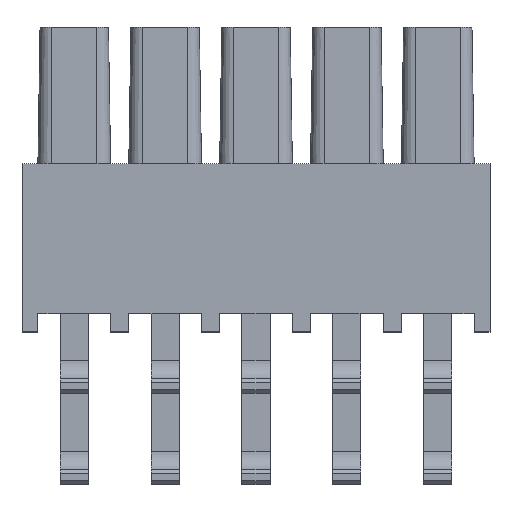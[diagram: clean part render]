
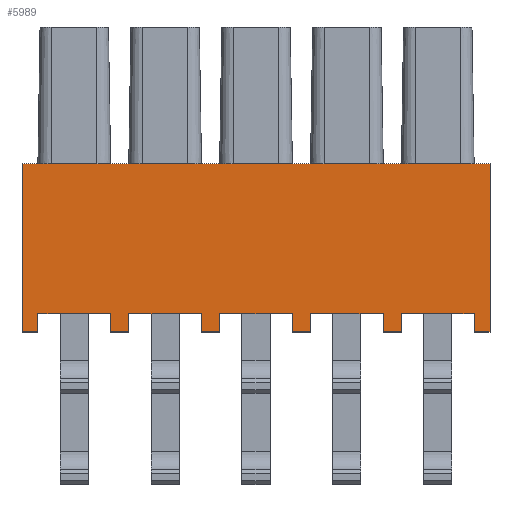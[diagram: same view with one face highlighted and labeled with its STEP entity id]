
A CAD part, top view. The second image highlights one B-rep face of the part: STEP entity #5989.
In plain terms, the highlighted planar face has unit normal (0, 0, 1).
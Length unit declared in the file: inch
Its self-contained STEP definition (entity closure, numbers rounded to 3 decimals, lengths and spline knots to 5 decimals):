
#588=ORIENTED_EDGE('',*,*,#2286,.F.);
#589=ORIENTED_EDGE('',*,*,#2287,.T.);
#590=ORIENTED_EDGE('',*,*,#2288,.F.);
#591=ORIENTED_EDGE('',*,*,#2216,.F.);
#592=ORIENTED_EDGE('',*,*,#2289,.T.);
#593=ORIENTED_EDGE('',*,*,#2290,.T.);
#594=ORIENTED_EDGE('',*,*,#2291,.F.);
#595=ORIENTED_EDGE('',*,*,#1886,.F.);
#596=ORIENTED_EDGE('',*,*,#2292,.F.);
#597=ORIENTED_EDGE('',*,*,#2293,.T.);
#598=ORIENTED_EDGE('',*,*,#2294,.F.);
#599=ORIENTED_EDGE('',*,*,#1914,.F.);
#600=ORIENTED_EDGE('',*,*,#2295,.F.);
#601=ORIENTED_EDGE('',*,*,#2296,.T.);
#602=ORIENTED_EDGE('',*,*,#2297,.F.);
#603=ORIENTED_EDGE('',*,*,#1942,.F.);
#604=ORIENTED_EDGE('',*,*,#2298,.F.);
#605=ORIENTED_EDGE('',*,*,#2299,.T.);
#606=ORIENTED_EDGE('',*,*,#2300,.F.);
#607=ORIENTED_EDGE('',*,*,#1970,.F.);
#608=ORIENTED_EDGE('',*,*,#2301,.F.);
#609=ORIENTED_EDGE('',*,*,#2302,.T.);
#610=ORIENTED_EDGE('',*,*,#2303,.F.);
#611=ORIENTED_EDGE('',*,*,#1998,.F.);
#1886=EDGE_CURVE('',#2768,#2769,#3356,.T.);
#1914=EDGE_CURVE('',#2796,#2797,#3384,.T.);
#1942=EDGE_CURVE('',#2824,#2825,#3412,.T.);
#1970=EDGE_CURVE('',#2852,#2853,#3440,.T.);
#1998=EDGE_CURVE('',#2880,#2881,#3468,.T.);
#2216=EDGE_CURVE('',#3038,#3039,#3676,.T.);
#2286=EDGE_CURVE('',#3102,#2880,#3736,.T.);
#2287=EDGE_CURVE('',#3102,#3103,#3737,.T.);
#2288=EDGE_CURVE('',#3039,#3103,#3738,.T.);
#2289=EDGE_CURVE('',#3038,#3104,#3739,.T.);
#2290=EDGE_CURVE('',#3104,#3105,#3740,.T.);
#2291=EDGE_CURVE('',#2769,#3105,#3741,.T.);
#2292=EDGE_CURVE('',#3106,#2768,#3742,.T.);
#2293=EDGE_CURVE('',#3106,#3107,#3743,.T.);
#2294=EDGE_CURVE('',#2797,#3107,#3744,.T.);
#2295=EDGE_CURVE('',#3108,#2796,#3745,.T.);
#2296=EDGE_CURVE('',#3108,#3109,#3746,.T.);
#2297=EDGE_CURVE('',#2825,#3109,#3747,.T.);
#2298=EDGE_CURVE('',#3110,#2824,#3748,.T.);
#2299=EDGE_CURVE('',#3110,#3111,#3749,.T.);
#2300=EDGE_CURVE('',#2853,#3111,#3750,.T.);
#2301=EDGE_CURVE('',#3112,#2852,#3751,.T.);
#2302=EDGE_CURVE('',#3112,#3113,#3752,.T.);
#2303=EDGE_CURVE('',#2881,#3113,#3753,.T.);
#2768=VERTEX_POINT('',#8227);
#2769=VERTEX_POINT('',#8229);
#2796=VERTEX_POINT('',#8284);
#2797=VERTEX_POINT('',#8286);
#2824=VERTEX_POINT('',#8341);
#2825=VERTEX_POINT('',#8343);
#2852=VERTEX_POINT('',#8398);
#2853=VERTEX_POINT('',#8400);
#2880=VERTEX_POINT('',#8455);
#2881=VERTEX_POINT('',#8457);
#3038=VERTEX_POINT('',#8862);
#3039=VERTEX_POINT('',#8864);
#3102=VERTEX_POINT('',#8999);
#3103=VERTEX_POINT('',#9001);
#3104=VERTEX_POINT('',#9004);
#3105=VERTEX_POINT('',#9006);
#3106=VERTEX_POINT('',#9009);
#3107=VERTEX_POINT('',#9011);
#3108=VERTEX_POINT('',#9014);
#3109=VERTEX_POINT('',#9016);
#3110=VERTEX_POINT('',#9019);
#3111=VERTEX_POINT('',#9021);
#3112=VERTEX_POINT('',#9024);
#3113=VERTEX_POINT('',#9026);
#3356=LINE('',#8228,#4178);
#3384=LINE('',#8285,#4206);
#3412=LINE('',#8342,#4234);
#3440=LINE('',#8399,#4262);
#3468=LINE('',#8456,#4290);
#3676=LINE('',#8863,#4498);
#3736=LINE('',#8998,#4558);
#3737=LINE('',#9000,#4559);
#3738=LINE('',#9002,#4560);
#3739=LINE('',#9003,#4561);
#3740=LINE('',#9005,#4562);
#3741=LINE('',#9007,#4563);
#3742=LINE('',#9008,#4564);
#3743=LINE('',#9010,#4565);
#3744=LINE('',#9012,#4566);
#3745=LINE('',#9013,#4567);
#3746=LINE('',#9015,#4568);
#3747=LINE('',#9017,#4569);
#3748=LINE('',#9018,#4570);
#3749=LINE('',#9020,#4571);
#3750=LINE('',#9022,#4572);
#3751=LINE('',#9023,#4573);
#3752=LINE('',#9025,#4574);
#3753=LINE('',#9027,#4575);
#4178=VECTOR('',#6663,39.37008);
#4206=VECTOR('',#6693,39.37008);
#4234=VECTOR('',#6723,39.37008);
#4262=VECTOR('',#6753,39.37008);
#4290=VECTOR('',#6783,39.37008);
#4498=VECTOR('',#7073,39.37008);
#4558=VECTOR('',#7157,39.37008);
#4559=VECTOR('',#7158,39.37008);
#4560=VECTOR('',#7159,39.37008);
#4561=VECTOR('',#7160,39.37008);
#4562=VECTOR('',#7161,39.37008);
#4563=VECTOR('',#7162,39.37008);
#4564=VECTOR('',#7163,39.37008);
#4565=VECTOR('',#7164,39.37008);
#4566=VECTOR('',#7165,39.37008);
#4567=VECTOR('',#7166,39.37008);
#4568=VECTOR('',#7167,39.37008);
#4569=VECTOR('',#7168,39.37008);
#4570=VECTOR('',#7169,39.37008);
#4571=VECTOR('',#7170,39.37008);
#4572=VECTOR('',#7171,39.37008);
#4573=VECTOR('',#7172,39.37008);
#4574=VECTOR('',#7173,39.37008);
#4575=VECTOR('',#7174,39.37008);
#5065=EDGE_LOOP('',(#588,#589,#590,#591,#592,#593,#594,#595,#596,#597,#598,
#599,#600,#601,#602,#603,#604,#605,#606,#607,#608,#609,#610,#611));
#5403=FACE_BOUND('',#5065,.T.);
#5711=PLANE('',#6344);
#5989=ADVANCED_FACE('',(#5403),#5711,.F.);
#6344=AXIS2_PLACEMENT_3D('',#8997,#7155,#7156);
#6663=DIRECTION('',(-1.,0.,0.));
#6693=DIRECTION('',(-1.,0.,0.));
#6723=DIRECTION('',(-1.,0.,0.));
#6753=DIRECTION('',(-1.,0.,0.));
#6783=DIRECTION('',(-1.,0.,0.));
#7073=DIRECTION('',(1.,0.,0.));
#7155=DIRECTION('',(0.,0.,-1.));
#7156=DIRECTION('',(-1.,0.,0.));
#7157=DIRECTION('',(0.,1.,0.));
#7158=DIRECTION('',(1.,0.,0.));
#7159=DIRECTION('',(0.,-1.,0.));
#7160=DIRECTION('',(0.,-1.,0.));
#7161=DIRECTION('',(1.,0.,0.));
#7162=DIRECTION('',(0.,-1.,0.));
#7163=DIRECTION('',(0.,1.,0.));
#7164=DIRECTION('',(1.,0.,0.));
#7165=DIRECTION('',(0.,-1.,0.));
#7166=DIRECTION('',(0.,1.,0.));
#7167=DIRECTION('',(1.,0.,0.));
#7168=DIRECTION('',(0.,-1.,0.));
#7169=DIRECTION('',(0.,1.,0.));
#7170=DIRECTION('',(1.,0.,0.));
#7171=DIRECTION('',(0.,-1.,0.));
#7172=DIRECTION('',(0.,1.,0.));
#7173=DIRECTION('',(1.,0.,0.));
#7174=DIRECTION('',(0.,-1.,0.));
#8227=CARTESIAN_POINT('',(-0.16,0.02,0.0975));
#8228=CARTESIAN_POINT('',(-0.2575,0.02,0.0975));
#8229=CARTESIAN_POINT('',(-0.24,0.02,0.0975));
#8284=CARTESIAN_POINT('',(-0.06,0.02,0.0975));
#8285=CARTESIAN_POINT('',(-0.2575,0.02,0.0975));
#8286=CARTESIAN_POINT('',(-0.14,0.02,0.0975));
#8341=CARTESIAN_POINT('',(0.04,0.02,0.0975));
#8342=CARTESIAN_POINT('',(-0.2575,0.02,0.0975));
#8343=CARTESIAN_POINT('',(-0.04,0.02,0.0975));
#8398=CARTESIAN_POINT('',(0.14,0.02,0.0975));
#8399=CARTESIAN_POINT('',(-0.2575,0.02,0.0975));
#8400=CARTESIAN_POINT('',(0.06,0.02,0.0975));
#8455=CARTESIAN_POINT('',(0.24,0.02,0.0975));
#8456=CARTESIAN_POINT('',(-0.2575,0.02,0.0975));
#8457=CARTESIAN_POINT('',(0.16,0.02,0.0975));
#8862=CARTESIAN_POINT('',(-0.2575,0.185,0.0975));
#8863=CARTESIAN_POINT('',(-0.2575,0.185,0.0975));
#8864=CARTESIAN_POINT('',(0.2575,0.185,0.0975));
#8997=CARTESIAN_POINT('',(-0.2575,0.185,0.0975));
#8998=CARTESIAN_POINT('',(0.24,0.185,0.0975));
#8999=CARTESIAN_POINT('',(0.24,0.,0.0975));
#9000=CARTESIAN_POINT('',(-0.2575,0.,0.0975));
#9001=CARTESIAN_POINT('',(0.2575,0.,0.0975));
#9002=CARTESIAN_POINT('',(0.2575,0.185,0.0975));
#9003=CARTESIAN_POINT('',(-0.2575,0.185,0.0975));
#9004=CARTESIAN_POINT('',(-0.2575,0.,0.0975));
#9005=CARTESIAN_POINT('',(-0.2575,0.,0.0975));
#9006=CARTESIAN_POINT('',(-0.24,0.,0.0975));
#9007=CARTESIAN_POINT('',(-0.24,0.185,0.0975));
#9008=CARTESIAN_POINT('',(-0.16,0.185,0.0975));
#9009=CARTESIAN_POINT('',(-0.16,0.,0.0975));
#9010=CARTESIAN_POINT('',(-0.2575,0.,0.0975));
#9011=CARTESIAN_POINT('',(-0.14,0.,0.0975));
#9012=CARTESIAN_POINT('',(-0.14,0.185,0.0975));
#9013=CARTESIAN_POINT('',(-0.06,0.185,0.0975));
#9014=CARTESIAN_POINT('',(-0.06,0.,0.0975));
#9015=CARTESIAN_POINT('',(-0.2575,0.,0.0975));
#9016=CARTESIAN_POINT('',(-0.04,0.,0.0975));
#9017=CARTESIAN_POINT('',(-0.04,0.185,0.0975));
#9018=CARTESIAN_POINT('',(0.04,0.185,0.0975));
#9019=CARTESIAN_POINT('',(0.04,0.,0.0975));
#9020=CARTESIAN_POINT('',(-0.2575,0.,0.0975));
#9021=CARTESIAN_POINT('',(0.06,0.,0.0975));
#9022=CARTESIAN_POINT('',(0.06,0.185,0.0975));
#9023=CARTESIAN_POINT('',(0.14,0.185,0.0975));
#9024=CARTESIAN_POINT('',(0.14,0.,0.0975));
#9025=CARTESIAN_POINT('',(-0.2575,0.,0.0975));
#9026=CARTESIAN_POINT('',(0.16,0.,0.0975));
#9027=CARTESIAN_POINT('',(0.16,0.185,0.0975));
